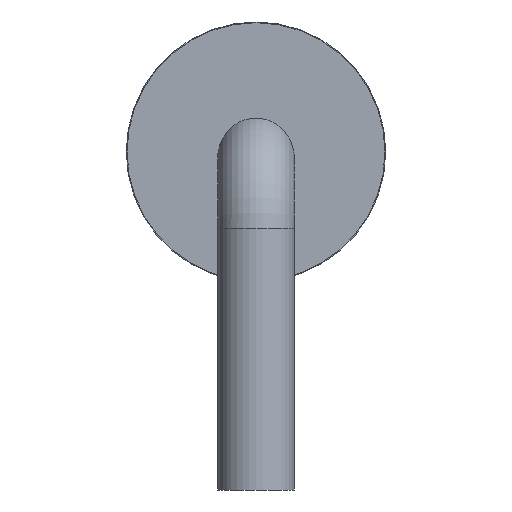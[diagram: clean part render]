
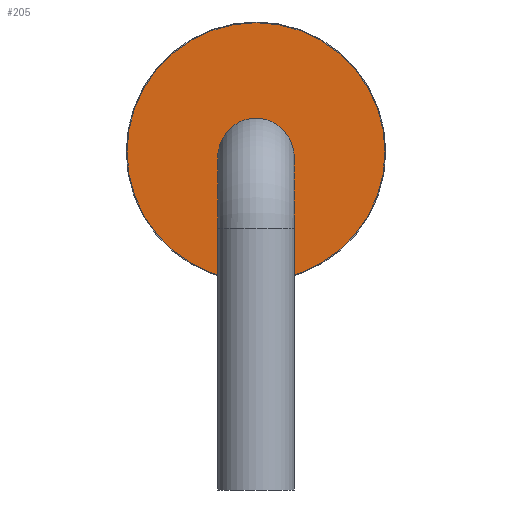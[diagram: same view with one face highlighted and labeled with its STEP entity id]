
A CAD part, left-side view. The second image highlights one B-rep face of the part: STEP entity #205.
In plain terms, the highlighted planar face has unit normal (-1, 0, 0).
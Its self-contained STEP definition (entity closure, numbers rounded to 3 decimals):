
#14=DIRECTION('',(1.,0.,0.));
#35=DIRECTION('',(1.,0.,0.));
#58=VERTEX_POINT('',#59);
#59=CARTESIAN_POINT('',(0.63,0.,1.536));
#65=EDGE_CURVE('',#58,#58,#66,.T.);
#66=B_SPLINE_CURVE_WITH_KNOTS('',8,(#67,#68,#69,#70,#71,#72,#73,#74,    #75,#76,#77,#78,#79,#80,#81,#82,#83,#84,#85,#86,#87,#88,#89,#90,#91,    #92,#93,#94,#95,#96,#97,#98,#99,#100,#101,#102,#103,#104,    #105,#106,#107,#108,#109,#110,#111,#112,#113,#114,#115,#116,#117,    #118,#119,#120,#121,#122,#123,#124,#125,#126,#127,#128,#129,#130,    #131,#132,#133,#134,#135,#136,#137,#138,#139,#140,#141,#142,#143,    #144,#145,#146,#147,#148,#149,#150,#151,#152,#153,#154,#155,#156,    #157,#158,#159,#160,#161,#162,#163,#164,#165,#166,#167,#168,#169,    #170,#171,#172,#173,#174,#175,#176,#177,#178,#179,#180,#181,#182,    #183,#184,#185,#186,#187,#188,#189,#190,#191,#192,#193,#194,#195,    #196,#197,#198,#199,#200,#67),.UNSPECIFIED.,.T.,.F.,(9,7,7,7,7,7,7,    7,7,7,7,7,7,7,7,7,7,7,7,9),(0.,0.062,    0.104,0.171,0.221,0.274,    0.326,0.368,0.403,0.5,    0.571,0.598,0.632,0.675,    0.726,0.779,0.829,0.896,    0.965,1.),.UNSPECIFIED.);
#67=CARTESIAN_POINT('',(0.63,0.,1.536));
#68=CARTESIAN_POINT('',(0.63,-0.028,1.536));
#69=CARTESIAN_POINT('',(0.63,-0.056,1.539));
#70=CARTESIAN_POINT('',(0.63,-0.084,1.545));
#71=CARTESIAN_POINT('',(0.63,-0.111,1.554));
#72=CARTESIAN_POINT('',(0.63,-0.136,1.565));
#73=CARTESIAN_POINT('',(0.63,-0.161,1.578));
#74=CARTESIAN_POINT('',(0.63,-0.186,1.593));
#75=CARTESIAN_POINT('',(0.63,-0.225,1.62));
#76=CARTESIAN_POINT('',(0.63,-0.241,1.631));
#77=CARTESIAN_POINT('',(0.63,-0.256,1.643));
#78=CARTESIAN_POINT('',(0.63,-0.272,1.656));
#79=CARTESIAN_POINT('',(0.63,-0.286,1.669));
#80=CARTESIAN_POINT('',(0.63,-0.301,1.683));
#81=CARTESIAN_POINT('',(0.63,-0.315,1.697));
#82=CARTESIAN_POINT('',(0.63,-0.35,1.734));
#83=CARTESIAN_POINT('',(0.63,-0.371,1.758));
#84=CARTESIAN_POINT('',(0.63,-0.39,1.783));
#85=CARTESIAN_POINT('',(0.63,-0.409,1.809));
#86=CARTESIAN_POINT('',(0.63,-0.427,1.836));
#87=CARTESIAN_POINT('',(0.63,-0.443,1.864));
#88=CARTESIAN_POINT('',(0.63,-0.459,1.892));
#89=CARTESIAN_POINT('',(0.63,-0.483,1.943));
#90=CARTESIAN_POINT('',(0.63,-0.493,1.964));
#91=CARTESIAN_POINT('',(0.63,-0.502,1.987));
#92=CARTESIAN_POINT('',(0.63,-0.51,2.009));
#93=CARTESIAN_POINT('',(0.63,-0.518,2.032));
#94=CARTESIAN_POINT('',(0.63,-0.524,2.055));
#95=CARTESIAN_POINT('',(0.63,-0.53,2.078));
#96=CARTESIAN_POINT('',(0.63,-0.54,2.126));
#97=CARTESIAN_POINT('',(0.63,-0.544,2.152));
#98=CARTESIAN_POINT('',(0.63,-0.548,2.177));
#99=CARTESIAN_POINT('',(0.63,-0.55,2.202));
#100=CARTESIAN_POINT('',(0.63,-0.551,2.228));
#101=CARTESIAN_POINT('',(0.63,-0.551,2.253));
#102=CARTESIAN_POINT('',(0.63,-0.55,2.279));
#103=CARTESIAN_POINT('',(0.63,-0.545,2.328));
#104=CARTESIAN_POINT('',(0.63,-0.542,2.352));
#105=CARTESIAN_POINT('',(0.63,-0.538,2.376));
#106=CARTESIAN_POINT('',(0.63,-0.532,2.4));
#107=CARTESIAN_POINT('',(0.63,-0.526,2.423));
#108=CARTESIAN_POINT('',(0.63,-0.519,2.446));
#109=CARTESIAN_POINT('',(0.63,-0.51,2.469));
#110=CARTESIAN_POINT('',(0.63,-0.493,2.509));
#111=CARTESIAN_POINT('',(0.63,-0.485,2.527));
#112=CARTESIAN_POINT('',(0.63,-0.476,2.545));
#113=CARTESIAN_POINT('',(0.63,-0.466,2.562));
#114=CARTESIAN_POINT('',(0.63,-0.455,2.579));
#115=CARTESIAN_POINT('',(0.63,-0.444,2.596));
#116=CARTESIAN_POINT('',(0.63,-0.432,2.612));
#117=CARTESIAN_POINT('',(0.63,-0.41,2.639));
#118=CARTESIAN_POINT('',(0.63,-0.4,2.652));
#119=CARTESIAN_POINT('',(0.63,-0.389,2.663));
#120=CARTESIAN_POINT('',(0.63,-0.378,2.675));
#121=CARTESIAN_POINT('',(0.63,-0.366,2.686));
#122=CARTESIAN_POINT('',(0.63,-0.354,2.697));
#123=CARTESIAN_POINT('',(0.63,-0.342,2.707));
#124=CARTESIAN_POINT('',(0.63,-0.295,2.744));
#125=CARTESIAN_POINT('',(0.63,-0.257,2.769));
#126=CARTESIAN_POINT('',(0.63,-0.217,2.789));
#127=CARTESIAN_POINT('',(0.63,-0.176,2.806));
#128=CARTESIAN_POINT('',(0.63,-0.133,2.819));
#129=CARTESIAN_POINT('',(0.63,-0.09,2.827));
#130=CARTESIAN_POINT('',(0.63,-0.045,2.832));
#131=CARTESIAN_POINT('',(0.63,0.031,2.832));
#132=CARTESIAN_POINT('',(0.63,0.064,2.83));
#133=CARTESIAN_POINT('',(0.63,0.096,2.825));
#134=CARTESIAN_POINT('',(0.63,0.128,2.818));
#135=CARTESIAN_POINT('',(0.63,0.159,2.809));
#136=CARTESIAN_POINT('',(0.63,0.19,2.798));
#137=CARTESIAN_POINT('',(0.63,0.22,2.785));
#138=CARTESIAN_POINT('',(0.63,0.26,2.764));
#139=CARTESIAN_POINT('',(0.63,0.27,2.758));
#140=CARTESIAN_POINT('',(0.63,0.281,2.751));
#141=CARTESIAN_POINT('',(0.63,0.291,2.745));
#142=CARTESIAN_POINT('',(0.63,0.301,2.738));
#143=CARTESIAN_POINT('',(0.63,0.311,2.731));
#144=CARTESIAN_POINT('',(0.63,0.321,2.723));
#145=CARTESIAN_POINT('',(0.63,0.343,2.706));
#146=CARTESIAN_POINT('',(0.63,0.355,2.696));
#147=CARTESIAN_POINT('',(0.63,0.367,2.685));
#148=CARTESIAN_POINT('',(0.63,0.379,2.674));
#149=CARTESIAN_POINT('',(0.63,0.39,2.662));
#150=CARTESIAN_POINT('',(0.63,0.401,2.651));
#151=CARTESIAN_POINT('',(0.63,0.411,2.638));
#152=CARTESIAN_POINT('',(0.63,0.433,2.61));
#153=CARTESIAN_POINT('',(0.63,0.445,2.595));
#154=CARTESIAN_POINT('',(0.63,0.456,2.578));
#155=CARTESIAN_POINT('',(0.63,0.466,2.561));
#156=CARTESIAN_POINT('',(0.63,0.476,2.544));
#157=CARTESIAN_POINT('',(0.63,0.485,2.526));
#158=CARTESIAN_POINT('',(0.63,0.494,2.508));
#159=CARTESIAN_POINT('',(0.63,0.511,2.467));
#160=CARTESIAN_POINT('',(0.63,0.519,2.445));
#161=CARTESIAN_POINT('',(0.63,0.526,2.422));
#162=CARTESIAN_POINT('',(0.63,0.533,2.398));
#163=CARTESIAN_POINT('',(0.63,0.538,2.375));
#164=CARTESIAN_POINT('',(0.63,0.542,2.351));
#165=CARTESIAN_POINT('',(0.63,0.545,2.327));
#166=CARTESIAN_POINT('',(0.63,0.55,2.277));
#167=CARTESIAN_POINT('',(0.63,0.551,2.252));
#168=CARTESIAN_POINT('',(0.63,0.551,2.226));
#169=CARTESIAN_POINT('',(0.63,0.55,2.201));
#170=CARTESIAN_POINT('',(0.63,0.547,2.175));
#171=CARTESIAN_POINT('',(0.63,0.544,2.15));
#172=CARTESIAN_POINT('',(0.63,0.54,2.125));
#173=CARTESIAN_POINT('',(0.63,0.53,2.076));
#174=CARTESIAN_POINT('',(0.63,0.524,2.053));
#175=CARTESIAN_POINT('',(0.63,0.517,2.03));
#176=CARTESIAN_POINT('',(0.63,0.51,2.007));
#177=CARTESIAN_POINT('',(0.63,0.501,1.985));
#178=CARTESIAN_POINT('',(0.63,0.492,1.963));
#179=CARTESIAN_POINT('',(0.63,0.483,1.941));
#180=CARTESIAN_POINT('',(0.63,0.458,1.891));
#181=CARTESIAN_POINT('',(0.63,0.443,1.862));
#182=CARTESIAN_POINT('',(0.63,0.426,1.835));
#183=CARTESIAN_POINT('',(0.63,0.409,1.809));
#184=CARTESIAN_POINT('',(0.63,0.39,1.783));
#185=CARTESIAN_POINT('',(0.63,0.37,1.758));
#186=CARTESIAN_POINT('',(0.63,0.35,1.734));
#187=CARTESIAN_POINT('',(0.63,0.306,1.688));
#188=CARTESIAN_POINT('',(0.63,0.283,1.666));
#189=CARTESIAN_POINT('',(0.63,0.259,1.644));
#190=CARTESIAN_POINT('',(0.63,0.234,1.625));
#191=CARTESIAN_POINT('',(0.63,0.208,1.606));
#192=CARTESIAN_POINT('',(0.63,0.181,1.589));
#193=CARTESIAN_POINT('',(0.63,0.154,1.574));
#194=CARTESIAN_POINT('',(0.63,0.11,1.556));
#195=CARTESIAN_POINT('',(0.63,0.095,1.551));
#196=CARTESIAN_POINT('',(0.63,0.079,1.546));
#197=CARTESIAN_POINT('',(0.63,0.064,1.542));
#198=CARTESIAN_POINT('',(0.63,0.048,1.539));
#199=CARTESIAN_POINT('',(0.63,0.032,1.537));
#200=CARTESIAN_POINT('',(0.63,0.016,1.536));
#205=ADVANCED_FACE('',(#206,#216),#219,.F.);
#206=FACE_BOUND('',#207,.T.);
#207=EDGE_LOOP('',(#208));
#208=ORIENTED_EDGE('',*,*,#209,.F.);
#209=EDGE_CURVE('',#210,#210,#212,.T.);
#210=VERTEX_POINT('',#211);
#211=CARTESIAN_POINT('',(0.63,0.,4.2));
#212=CIRCLE('',#213,1.85);
#213=AXIS2_PLACEMENT_3D('',#214,#14,#215);
#214=CARTESIAN_POINT('',(0.63,0.,2.35));
#215=DIRECTION('',(0.,0.,1.));
#216=FACE_BOUND('',#217,.T.);
#217=EDGE_LOOP('',(#218));
#218=ORIENTED_EDGE('',*,*,#65,.F.);
#219=PLANE('',#220);
#220=AXIS2_PLACEMENT_3D('',#214,#35,#215);
